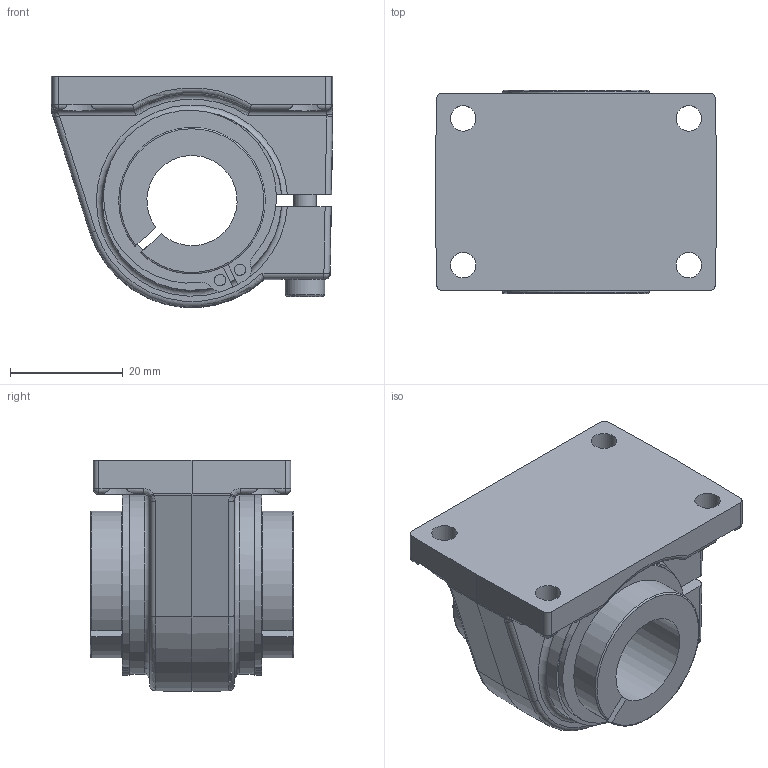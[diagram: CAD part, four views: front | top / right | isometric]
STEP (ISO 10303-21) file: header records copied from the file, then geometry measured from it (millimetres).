
FILE_DESCRIPTION(/* description */ (''),/* implementation_level */ '2;1');
FILE_NAME(/* name */ '131407-0.step',/* time_stamp */ '2021-08-11T10:56:22+02:00',/* author */ ('Muellerj'),/* organization */ (''),/* preprocessor_version */ 'ST-DEVELOPER v18.1',/* originating_system */ 'Autodesk Inventor 2021',/* authorisation */ '');
FILE_SCHEMA (('AUTOMOTIVE_DESIGN { 1 0 10303 214 3 1 1 }'));
Length unit declared in the file: millimetre
Products named in the file (4): MTW_1-00089241; MTW_1-00087897; leer; leer_1
Assembly tree (4 placements, depth 2):
  MTW_1-00089241
    MTW_1-00087897
    leer
    leer_1  x2
Bounding box: 49.98 x 36 x 40.95 mm (x, y, z)
Volume: 36012 mm3; surface area: 17491.5 mm2
Topology: 4 solids, 4 shells, 175 faces, 427 edges, 261 vertices
Faces by surface type: cylinder 81, plane 63, torus 11, bspline 8, sphere 8, cone 4
Full cylindrical faces by diameter (mm): 2 x4, 4 x1, 4.3 x1, 4.5 x4, 7 x1, 8.5 x1
Entity records: 5470 total; most frequent: CARTESIAN_POINT 1547, DIRECTION 816, ORIENTED_EDGE 778, EDGE_CURVE 389, AXIS2_PLACEMENT_3D 314, VERTEX_POINT 237, LINE 188, VECTOR 188
